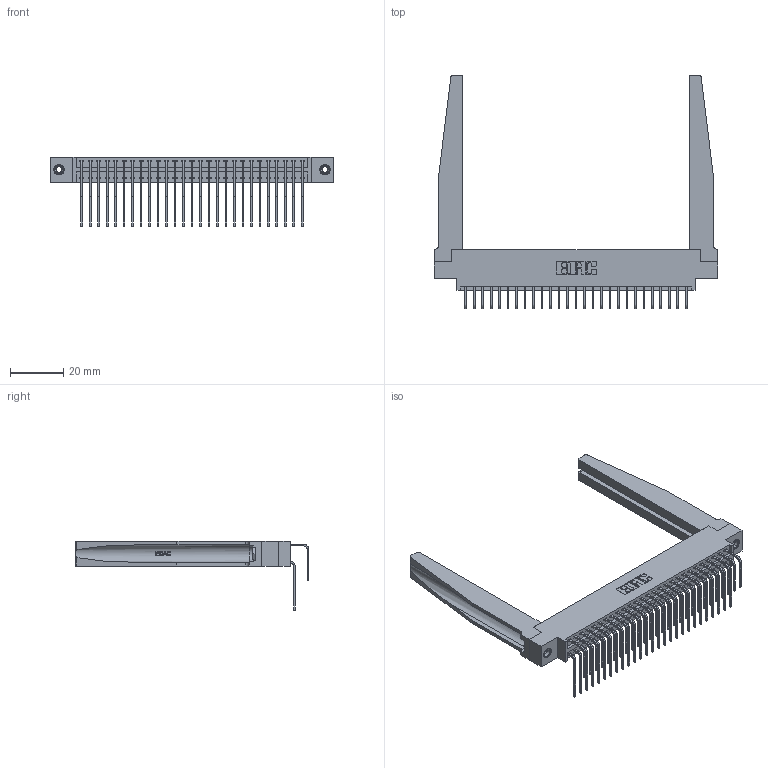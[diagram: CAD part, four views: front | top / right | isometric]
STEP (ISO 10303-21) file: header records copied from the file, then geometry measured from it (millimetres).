
FILE_DESCRIPTION (( 'STEP AP203' ), '1' );
FILE_NAME ('346-054-558-878.STEP', '2022-05-21T04:20:54', ( '' ), ( '' ), 'SwSTEP 2.0', 'SolidWorks 2020', '' );
FILE_SCHEMA (( 'CONFIG_CONTROL_DESIGN' ));
Length unit declared in the file: inch
Products named in the file (6): 346-054-558-878; 346 Part_0.170 Offset - 0.156 Dia-TH; 345-250-001_345-250-001-102; 345-292-001_558 Tail - 2; 346-220-078_345-220-078; 345-292-001_558 559 Tail - 1
Assembly tree (59 placements, depth 2):
  346-054-558-878
    346 Part_0.170 Offset - 0.156 Dia-TH
    345-292-001_558 559 Tail - 1  x27
    345-292-001_558 Tail - 2  x27
    346-220-078_345-220-078  x2
    345-250-001_345-250-001-102  x2
Bounding box: 106.3 x 87.44 x 26.16 mm (x, y, z)
Volume: 17296.6 mm3; surface area: 22289 mm2
Topology: 59 solids, 59 shells, 3290 faces, 9679 edges, 6370 vertices
Faces by surface type: plane 2234, cylinder 1004, bspline 36, cone 12, torus 4
Entity records: 26720 total; most frequent: CARTESIAN_POINT 5420, ORIENTED_EDGE 4190, DIRECTION 3785, EDGE_CURVE 2095, VECTOR 1721, LINE 1721, VERTEX_POINT 1388, AXIS2_PLACEMENT_3D 1032
